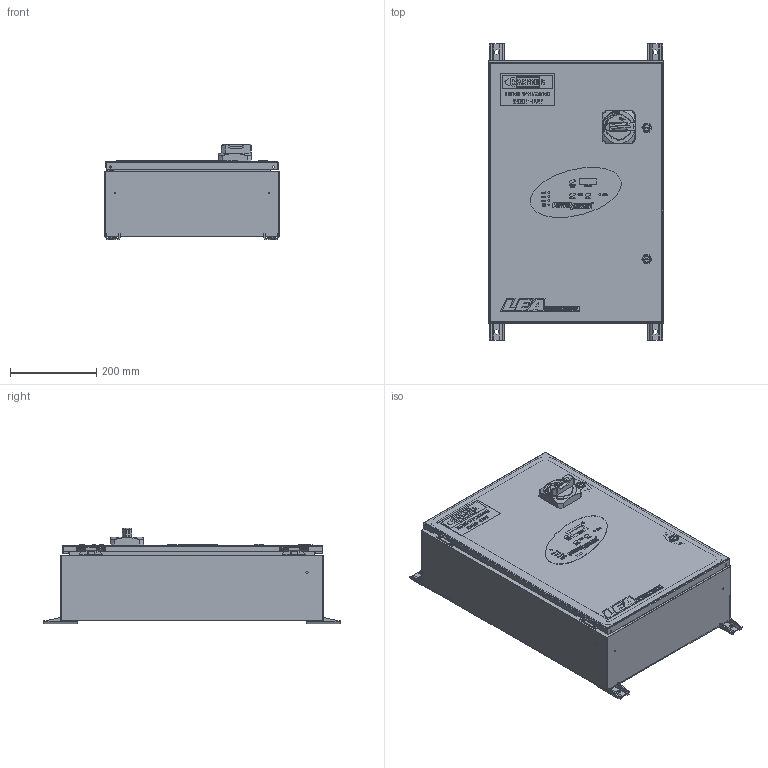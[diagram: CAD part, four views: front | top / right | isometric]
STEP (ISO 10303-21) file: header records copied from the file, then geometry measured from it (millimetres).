
FILE_DESCRIPTION (( 'STEP AP214' ), '1' );
FILE_NAME ('B94-00-6040-E.STEP', '2019-01-28T19:26:02', ( '' ), ( '' ), 'SwSTEP 2.0', 'SolidWorks 2018', '' );
FILE_SCHEMA (( 'AUTOMOTIVE_DESIGN' ));
Length unit declared in the file: inch
Products named in the file (74): 299-300-011-9^299-300-011-6_299-300-011; 299-300-011-13^299-300-011; 299-000-274; 734-000-046-2; 299-300-011-11^299-300-011-6_299-300-011; B94-00-6040-E; 734-000-046-3; 299-300-011-10^299-300-011-6_299-300-011; 299-300-011-2^299-300-011; 299-300-011_Door Closed with hole; PEM_BSO-632-16; 299-300-011-14^299-300-011; 299-300-011-12^299-300-011; 299-300-011-3^299-300-011; 704-100-002; 299-300-011-1^299-300-011; 299-300-011-8^299-300-011-6_299-300-011; 734-000-046-1; 299-300-011-4^299-300-011; 734-000-046; 299-300-011-6^299-300-011; 435-100-086; 299-300-011-7^299-300-011-6_299-300-011; 299-300-011-5^299-300-011; 270-000-478; 270-000-055; 299-300-011
Assembly tree (57 placements, depth 4):
  299-300-011-9^299-300-011-6_299-300-011
  299-000-274
  B94-00-6040-E
    299-300-011_Door Closed with hole
      299-300-011-1^299-300-011
      299-300-011-2^299-300-011  x2
      299-300-011-3^299-300-011
      299-300-011-4^299-300-011  x2
      299-300-011-5^299-300-011  x2
      299-300-011-6^299-300-011  x2
        299-300-011-7^299-300-011-6_299-300-011
        299-300-011-8^299-300-011-6_299-300-011
        299-300-011-9^299-300-011-6_299-300-011
        299-300-011-10^299-300-011-6_299-300-011
        299-300-011-11^299-300-011-6_299-300-011
      299-300-011-12^299-300-011  x2
      299-300-011-13^299-300-011  x4
      299-300-011-14^299-300-011  x4
      435-100-086
      PEM_BSO-632-16  x3
    704-100-002
    734-000-046
      734-000-046
      734-000-046-1
      734-000-046-2
      734-000-046-3
    270-000-478
    299-000-274  x4
    270-000-055
  734-000-046-3
  299-300-011-10^299-300-011-6_299-300-011
Bounding box: 406.4 x 687.37 x 222.47 mm (x, y, z)
Volume: 2156558.6 mm3; surface area: 2449329 mm2
Topology: 177 solids, 177 shells, 6178 faces, 16138 edges, 10407 vertices
Faces by surface type: plane 4065, cylinder 1144, bspline 445, cone 332, torus 154, sphere 38
Entity records: 241106 total; most frequent: CARTESIAN_POINT 62981, ORIENTED_EDGE 26738, DIRECTION 24009, EDGE_CURVE 13369, VECTOR 10641, LINE 10641, VERTEX_POINT 8725, AXIS2_PLACEMENT_3D 6684
